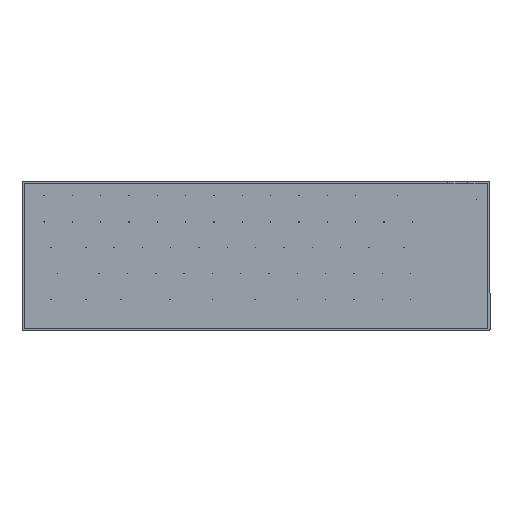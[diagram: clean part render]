
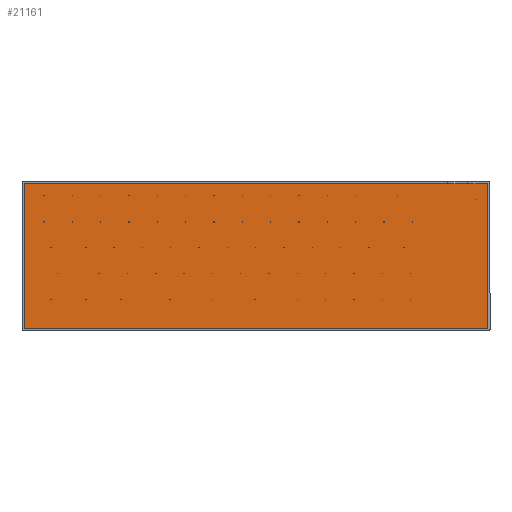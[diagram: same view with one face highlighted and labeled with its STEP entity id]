
A CAD part, top view. The second image highlights one B-rep face of the part: STEP entity #21161.
In plain terms, the highlighted planar face has unit normal (0, 0, 1).
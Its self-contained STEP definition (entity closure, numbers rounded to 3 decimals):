
#3039=LINE('',#36329,#4945);
#3044=LINE('',#36337,#4950);
#3046=LINE('',#36341,#4952);
#3048=LINE('',#36344,#4954);
#4945=VECTOR('',#28527,10.);
#4950=VECTOR('',#28534,10.);
#4952=VECTOR('',#28538,10.);
#4954=VECTOR('',#28542,10.);
#5501=PLANE('',#23021);
#6464=FACE_OUTER_BOUND('',#7532,.T.);
#7532=EDGE_LOOP('',(#19259,#19260,#19261,#19262));
#10360=VERTEX_POINT('',#36327);
#10361=VERTEX_POINT('',#36328);
#10363=VERTEX_POINT('',#36336);
#10364=VERTEX_POINT('',#36340);
#13320=EDGE_CURVE('',#10360,#10361,#3039,.T.);
#13325=EDGE_CURVE('',#10361,#10363,#3044,.T.);
#13327=EDGE_CURVE('',#10363,#10364,#3046,.T.);
#13329=EDGE_CURVE('',#10364,#10360,#3048,.T.);
#19259=ORIENTED_EDGE('',*,*,#13325,.F.);
#19260=ORIENTED_EDGE('',*,*,#13320,.F.);
#19261=ORIENTED_EDGE('',*,*,#13329,.F.);
#19262=ORIENTED_EDGE('',*,*,#13327,.F.);
#21161=ADVANCED_FACE('',(#6464),#5501,.F.);
#23021=AXIS2_PLACEMENT_3D('',#36348,#28548,#28549);
#28527=DIRECTION('',(1.,0.,0.));
#28534=DIRECTION('',(0.,-1.,0.));
#28538=DIRECTION('',(-1.,0.,0.));
#28542=DIRECTION('',(0.,1.,0.));
#28548=DIRECTION('center_axis',(0.,0.,-1.));
#28549=DIRECTION('ref_axis',(-1.,0.,0.));
#36327=CARTESIAN_POINT('',(5.576,103.263,1.5));
#36328=CARTESIAN_POINT('',(300.114,103.263,1.5));
#36329=CARTESIAN_POINT('',(5.576,103.263,1.5));
#36336=CARTESIAN_POINT('',(300.114,11.291,1.5));
#36337=CARTESIAN_POINT('',(300.114,103.263,1.5));
#36340=CARTESIAN_POINT('',(5.576,11.291,1.5));
#36341=CARTESIAN_POINT('',(300.114,11.291,1.5));
#36344=CARTESIAN_POINT('',(5.576,11.291,1.5));
#36348=CARTESIAN_POINT('Origin',(152.845,11.291,1.5));
